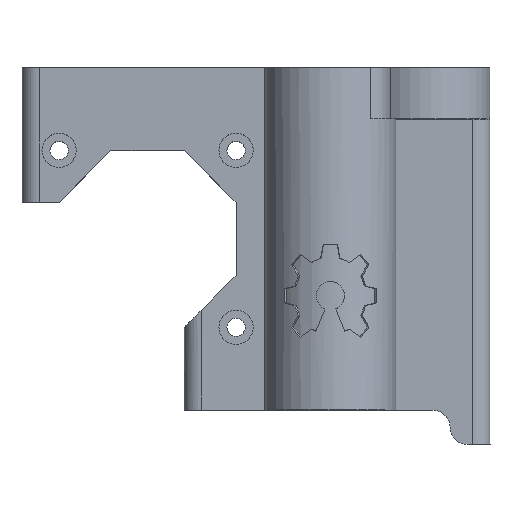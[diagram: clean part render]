
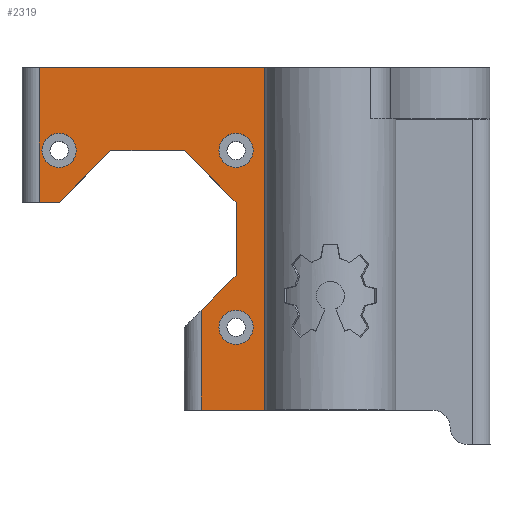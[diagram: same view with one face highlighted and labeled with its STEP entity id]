
A CAD part, top view. The second image highlights one B-rep face of the part: STEP entity #2319.
In plain terms, the highlighted planar face has unit normal (0, 0, 1).
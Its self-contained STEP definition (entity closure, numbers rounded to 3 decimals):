
#123=FACE_BOUND('',#493,.T.);
#124=FACE_BOUND('',#494,.T.);
#125=FACE_BOUND('',#495,.T.);
#166=CIRCLE('',#2341,3.);
#169=CIRCLE('',#2346,3.);
#172=CIRCLE('',#2351,3.);
#354=FACE_OUTER_BOUND('',#492,.T.);
#492=EDGE_LOOP('',(#2104,#2105,#2106,#2107,#2108,#2109,#2110,#2111,#2112,
#2113,#2114));
#493=EDGE_LOOP('',(#2115));
#494=EDGE_LOOP('',(#2116));
#495=EDGE_LOOP('',(#2117));
#591=LINE('',#4014,#795);
#620=LINE('',#4119,#824);
#625=LINE('',#4131,#829);
#632=LINE('',#4147,#836);
#642=LINE('',#4181,#846);
#666=LINE('',#4284,#870);
#683=LINE('',#4326,#887);
#691=LINE('',#4353,#895);
#699=LINE('',#4379,#903);
#702=LINE('',#4385,#906);
#705=LINE('',#4389,#909);
#795=VECTOR('',#2675,10.);
#824=VECTOR('',#2776,10.);
#829=VECTOR('',#2787,10.);
#836=VECTOR('',#2798,10.);
#846=VECTOR('',#2836,10.);
#870=VECTOR('',#2898,10.);
#887=VECTOR('',#2945,10.);
#895=VECTOR('',#2981,10.);
#903=VECTOR('',#3015,10.);
#906=VECTOR('',#3020,10.);
#909=VECTOR('',#3025,10.);
#918=VERTEX_POINT('',#3055);
#921=VERTEX_POINT('',#3064);
#924=VERTEX_POINT('',#3073);
#1027=VERTEX_POINT('',#4011);
#1028=VERTEX_POINT('',#4013);
#1067=VERTEX_POINT('',#4116);
#1068=VERTEX_POINT('',#4118);
#1072=VERTEX_POINT('',#4130);
#1079=VERTEX_POINT('',#4145);
#1089=VERTEX_POINT('',#4179);
#1110=VERTEX_POINT('',#4281);
#1111=VERTEX_POINT('',#4283);
#1131=VERTEX_POINT('',#4378);
#1133=VERTEX_POINT('',#4384);
#1145=EDGE_CURVE('',#918,#918,#166,.T.);
#1149=EDGE_CURVE('',#921,#921,#169,.T.);
#1153=EDGE_CURVE('',#924,#924,#172,.T.);
#1299=EDGE_CURVE('',#1028,#1027,#591,.T.);
#1351=EDGE_CURVE('',#1067,#1068,#620,.T.);
#1357=EDGE_CURVE('',#1072,#1068,#625,.T.);
#1365=EDGE_CURVE('',#1079,#1027,#632,.T.);
#1382=EDGE_CURVE('',#1067,#1089,#642,.T.);
#1416=EDGE_CURVE('',#1111,#1110,#666,.T.);
#1439=EDGE_CURVE('',#1110,#1072,#683,.T.);
#1452=EDGE_CURVE('',#1089,#1028,#691,.T.);
#1463=EDGE_CURVE('',#1131,#1111,#699,.T.);
#1466=EDGE_CURVE('',#1133,#1131,#702,.T.);
#1469=EDGE_CURVE('',#1079,#1133,#705,.T.);
#2104=ORIENTED_EDGE('',*,*,#1351,.F.);
#2105=ORIENTED_EDGE('',*,*,#1382,.T.);
#2106=ORIENTED_EDGE('',*,*,#1452,.T.);
#2107=ORIENTED_EDGE('',*,*,#1299,.T.);
#2108=ORIENTED_EDGE('',*,*,#1365,.F.);
#2109=ORIENTED_EDGE('',*,*,#1469,.T.);
#2110=ORIENTED_EDGE('',*,*,#1466,.T.);
#2111=ORIENTED_EDGE('',*,*,#1463,.T.);
#2112=ORIENTED_EDGE('',*,*,#1416,.T.);
#2113=ORIENTED_EDGE('',*,*,#1439,.T.);
#2114=ORIENTED_EDGE('',*,*,#1357,.T.);
#2115=ORIENTED_EDGE('',*,*,#1145,.T.);
#2116=ORIENTED_EDGE('',*,*,#1149,.T.);
#2117=ORIENTED_EDGE('',*,*,#1153,.T.);
#2198=PLANE('',#2496);
#2319=ADVANCED_FACE('',(#354,#123,#124,#125),#2198,.T.);
#2341=AXIS2_PLACEMENT_3D('',#3056,#2522,#2523);
#2346=AXIS2_PLACEMENT_3D('',#3065,#2533,#2534);
#2351=AXIS2_PLACEMENT_3D('',#3074,#2544,#2545);
#2496=AXIS2_PLACEMENT_3D('',#4390,#3026,#3027);
#2522=DIRECTION('center_axis',(0.,0.,-1.));
#2523=DIRECTION('ref_axis',(1.,0.,0.));
#2533=DIRECTION('center_axis',(0.,0.,-1.));
#2534=DIRECTION('ref_axis',(1.,0.,0.));
#2544=DIRECTION('center_axis',(0.,0.,-1.));
#2545=DIRECTION('ref_axis',(1.,0.,0.));
#2675=DIRECTION('',(-1.,0.,0.));
#2776=DIRECTION('',(0.,1.,0.));
#2787=DIRECTION('',(-0.707,-0.707,0.));
#2798=DIRECTION('',(0.,1.,0.));
#2836=DIRECTION('',(1.,0.,0.));
#2898=DIRECTION('',(0.707,-0.707,0.));
#2945=DIRECTION('',(0.,-1.,0.));
#2981=DIRECTION('',(0.,1.,0.));
#3015=DIRECTION('',(1.,0.,0.));
#3020=DIRECTION('',(0.707,0.707,0.));
#3025=DIRECTION('',(1.,0.,0.));
#3026=DIRECTION('center_axis',(0.,0.,1.));
#3027=DIRECTION('ref_axis',(1.,0.,0.));
#3055=CARTESIAN_POINT('',(3.5,45.5,17.));
#3056=CARTESIAN_POINT('Origin',(6.5,45.5,17.));
#3064=CARTESIAN_POINT('',(34.5,45.5,17.));
#3065=CARTESIAN_POINT('Origin',(37.5,45.5,17.));
#3073=CARTESIAN_POINT('',(34.5,14.5,17.));
#3074=CARTESIAN_POINT('Origin',(37.5,14.5,17.));
#4011=CARTESIAN_POINT('',(3.,60.,17.));
#4013=CARTESIAN_POINT('',(42.5,60.,17.));
#4014=CARTESIAN_POINT('',(0.,60.,17.));
#4116=CARTESIAN_POINT('',(31.42,0.,17.));
#4118=CARTESIAN_POINT('',(31.42,17.5,17.));
#4119=CARTESIAN_POINT('',(31.42,22.25,17.));
#4130=CARTESIAN_POINT('',(37.5,23.58,17.));
#4131=CARTESIAN_POINT('',(28.42,14.5,17.));
#4145=CARTESIAN_POINT('',(3.,36.42,17.));
#4147=CARTESIAN_POINT('',(3.,45.,17.));
#4179=CARTESIAN_POINT('',(42.5,0.,17.));
#4181=CARTESIAN_POINT('',(82.,0.,17.));
#4281=CARTESIAN_POINT('',(37.5,36.42,17.));
#4283=CARTESIAN_POINT('',(28.42,45.5,17.));
#4284=CARTESIAN_POINT('',(37.5,36.42,17.));
#4326=CARTESIAN_POINT('',(37.5,23.58,17.));
#4353=CARTESIAN_POINT('',(42.5,45.,17.));
#4378=CARTESIAN_POINT('',(15.58,45.5,17.));
#4379=CARTESIAN_POINT('',(28.42,45.5,17.));
#4384=CARTESIAN_POINT('',(6.5,36.42,17.));
#4385=CARTESIAN_POINT('',(15.58,45.5,17.));
#4389=CARTESIAN_POINT('',(6.5,36.42,17.));
#4390=CARTESIAN_POINT('Origin',(41.,30.,17.));
